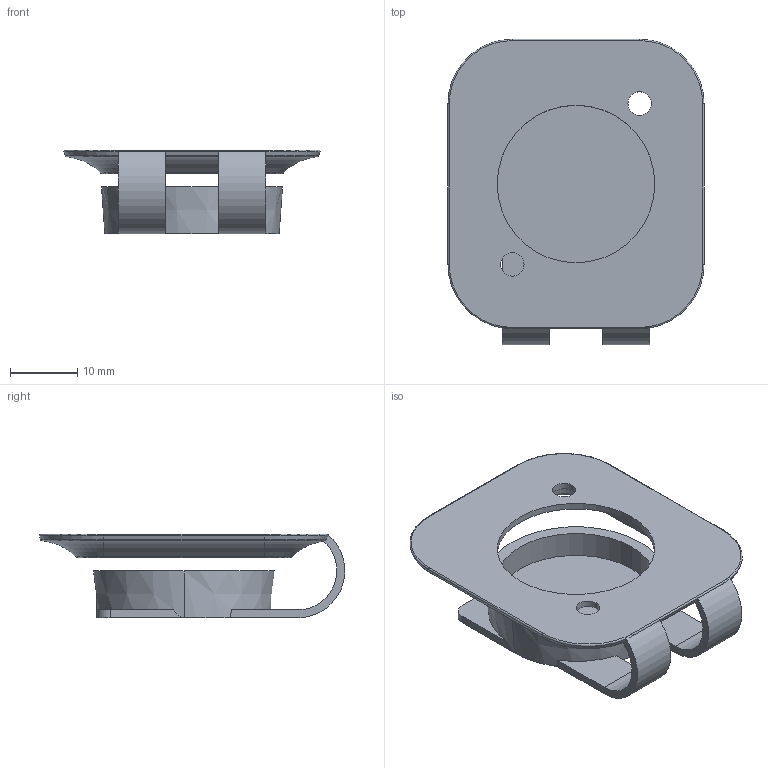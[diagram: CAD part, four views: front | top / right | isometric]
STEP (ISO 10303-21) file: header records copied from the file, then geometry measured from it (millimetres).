
FILE_DESCRIPTION((''),'2;1');
FILE_NAME('D-SCNAC-MPX','2014-04-01T',('noe'),(''),'PRO/ENGINEER BY PARAMETRIC TECHNOLOGY CORPORATION, 2013040','PRO/ENGINEER BY PARAMETRIC TECHNOLOGY CORPORATION, 2013040','');
FILE_SCHEMA(('AUTOMOTIVE_DESIGN_CC2 { 1 2 10303 214 -1 1 5 2 }'));
Length unit declared in the file: millimetre
Products named in the file (1): D-SCNAC-MPX
Bounding box: 38.2 x 45.58 x 12.5 mm (x, y, z)
Volume: 4286.7 mm3; surface area: 5556.1 mm2
Topology: 2 solids, 2 shells, 79 faces, 181 edges, 107 vertices
Faces by surface type: cylinder 33, plane 24, torus 16, cone 6
Entity records: 2470 total; most frequent: DIRECTION 428, CARTESIAN_POINT 394, ORIENTED_EDGE 362, COLOUR_RGB 209, EDGE_CURVE 181, AXIS2_PLACEMENT_3D 174, VERTEX_POINT 107, CIRCLE 95
